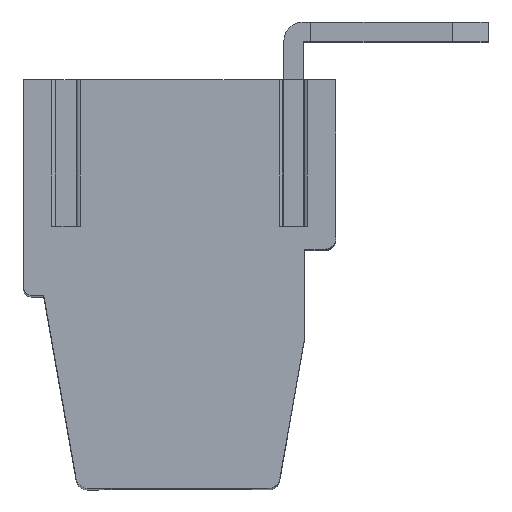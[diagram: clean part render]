
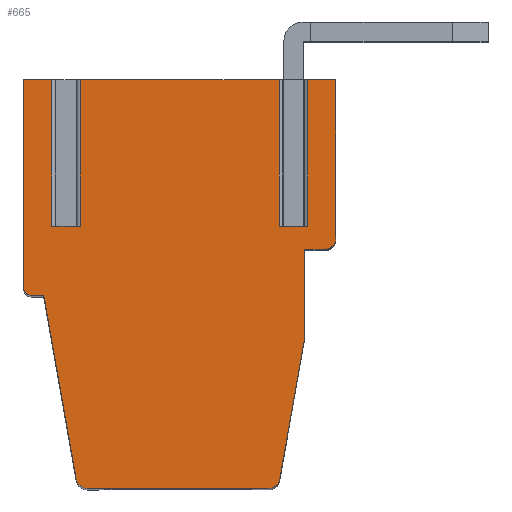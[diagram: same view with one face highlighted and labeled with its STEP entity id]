
A CAD part, top view. The second image highlights one B-rep face of the part: STEP entity #665.
In plain terms, the highlighted planar face has unit normal (0, 0, 1).
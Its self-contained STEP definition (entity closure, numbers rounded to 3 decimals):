
#665 = ADVANCED_FACE( '', ( #1422 ), #1423, .F. );
#1422 = FACE_OUTER_BOUND( '', #2250, .T. );
#1423 = PLANE( '', #2251 );
#2250 = EDGE_LOOP( '', ( #4297, #4298, #4299, #4300, #4301, #4302, #4303, #4304, #4305, #4306, #4307, #4308, #4309, #4310, #4311, #4312, #4313, #4314, #4315, #4316, #4317 ) );
#2251 = AXIS2_PLACEMENT_3D( '', #4318, #4319, #4320 );
#4297 = ORIENTED_EDGE( '', *, *, #5247, .T. );
#4298 = ORIENTED_EDGE( '', *, *, #5913, .T. );
#4299 = ORIENTED_EDGE( '', *, *, #5677, .T. );
#4300 = ORIENTED_EDGE( '', *, *, #5914, .T. );
#4301 = ORIENTED_EDGE( '', *, *, #5238, .T. );
#4302 = ORIENTED_EDGE( '', *, *, #5511, .F. );
#4303 = ORIENTED_EDGE( '', *, *, #5879, .T. );
#4304 = ORIENTED_EDGE( '', *, *, #5415, .T. );
#4305 = ORIENTED_EDGE( '', *, *, #5915, .T. );
#4306 = ORIENTED_EDGE( '', *, *, #5901, .F. );
#4307 = ORIENTED_EDGE( '', *, *, #5086, .T. );
#4308 = ORIENTED_EDGE( '', *, *, #5916, .T. );
#4309 = ORIENTED_EDGE( '', *, *, #5288, .T. );
#4310 = ORIENTED_EDGE( '', *, *, #5748, .T. );
#4311 = ORIENTED_EDGE( '', *, *, #5562, .T. );
#4312 = ORIENTED_EDGE( '', *, *, #5319, .F. );
#4313 = ORIENTED_EDGE( '', *, *, #5541, .F. );
#4314 = ORIENTED_EDGE( '', *, *, #5255, .T. );
#4315 = ORIENTED_EDGE( '', *, *, #5117, .T. );
#4316 = ORIENTED_EDGE( '', *, *, #5917, .T. );
#4317 = ORIENTED_EDGE( '', *, *, #5586, .T. );
#4318 = CARTESIAN_POINT( '', ( 111.952, 1.043, -32.5 ) );
#4319 = DIRECTION( '', ( 0., 0., -1. ) );
#4320 = DIRECTION( '', ( 0., -1., 0. ) );
#5086 = EDGE_CURVE( '', #6129, #6127, #6130, .T. );
#5117 = EDGE_CURVE( '', #6180, #6184, #6186, .T. );
#5238 = EDGE_CURVE( '', #6396, #6394, #6397, .T. );
#5247 = EDGE_CURVE( '', #6414, #6412, #6415, .T. );
#5255 = EDGE_CURVE( '', #6429, #6180, #6430, .T. );
#5288 = EDGE_CURVE( '', #6492, #6490, #6493, .T. );
#5319 = EDGE_CURVE( '', #6546, #6548, #6549, .T. );
#5415 = EDGE_CURVE( '', #6710, #6708, #6711, .T. );
#5511 = EDGE_CURVE( '', #6859, #6394, #6862, .T. );
#5541 = EDGE_CURVE( '', #6429, #6546, #6905, .T. );
#5562 = EDGE_CURVE( '', #6935, #6548, #6936, .T. );
#5586 = EDGE_CURVE( '', #6968, #6414, #6969, .T. );
#5677 = EDGE_CURVE( '', #7100, #7098, #7101, .T. );
#5748 = EDGE_CURVE( '', #6490, #6935, #7208, .T. );
#5879 = EDGE_CURVE( '', #6859, #6710, #7370, .T. );
#5901 = EDGE_CURVE( '', #6129, #7396, #7397, .T. );
#5913 = EDGE_CURVE( '', #6412, #7100, #7411, .T. );
#5914 = EDGE_CURVE( '', #7098, #6396, #7412, .T. );
#5915 = EDGE_CURVE( '', #6708, #7396, #7413, .T. );
#5916 = EDGE_CURVE( '', #6127, #6492, #7414, .T. );
#5917 = EDGE_CURVE( '', #6184, #6968, #7415, .T. );
#6127 = VERTEX_POINT( '', #7661 );
#6129 = VERTEX_POINT( '', #7664 );
#6130 = LINE( '', #7665, #7666 );
#6180 = VERTEX_POINT( '', #7733 );
#6184 = VERTEX_POINT( '', #7738 );
#6186 = LINE( '', #7740, #7741 );
#6394 = VERTEX_POINT( '', #8052 );
#6396 = VERTEX_POINT( '', #8055 );
#6397 = LINE( '', #8056, #8057 );
#6412 = VERTEX_POINT( '', #8076 );
#6414 = VERTEX_POINT( '', #8078 );
#6415 = LINE( '', #8079, #8080 );
#6429 = VERTEX_POINT( '', #8098 );
#6430 = LINE( '', #8099, #8100 );
#6490 = VERTEX_POINT( '', #8183 );
#6492 = VERTEX_POINT( '', #8186 );
#6493 = LINE( '', #8187, #8188 );
#6546 = VERTEX_POINT( '', #8268 );
#6548 = VERTEX_POINT( '', #8271 );
#6549 = CIRCLE( '', #8272, 0.298 );
#6708 = VERTEX_POINT( '', #8504 );
#6710 = VERTEX_POINT( '', #8507 );
#6711 = LINE( '', #8508, #8509 );
#6859 = VERTEX_POINT( '', #8729 );
#6862 = LINE( '', #8733, #8734 );
#6905 = LINE( '', #8802, #8803 );
#6935 = VERTEX_POINT( '', #8851 );
#6936 = LINE( '', #8852, #8853 );
#6968 = VERTEX_POINT( '', #8902 );
#6969 = LINE( '', #8903, #8904 );
#7098 = VERTEX_POINT( '', #9092 );
#7100 = VERTEX_POINT( '', #9094 );
#7101 = LINE( '', #9095, #9096 );
#7208 = LINE( '', #9259, #9260 );
#7370 = CIRCLE( '', #9507, 0.198 );
#7396 = VERTEX_POINT( '', #9545 );
#7397 = CIRCLE( '', #9546, 0.298 );
#7411 = LINE( '', #9563, #9564 );
#7412 = LINE( '', #9565, #9566 );
#7413 = LINE( '', #9567, #9568 );
#7414 = CIRCLE( '', #9569, 0.298 );
#7415 = LINE( '', #9570, #9571 );
#7661 = CARTESIAN_POINT( '', ( 114.302, -9.558, -32.5 ) );
#7664 = CARTESIAN_POINT( '', ( 109.602, -9.558, -32.5 ) );
#7665 = CARTESIAN_POINT( '', ( 109.602, -9.558, -32.5 ) );
#7666 = VECTOR( '', #9823, 1000. );
#7733 = CARTESIAN_POINT( '', ( 115.32, 1.043, -32.5 ) );
#7738 = CARTESIAN_POINT( '', ( 115.32, -2.757, -32.5 ) );
#7740 = CARTESIAN_POINT( '', ( 115.32, 1.043, -32.5 ) );
#7741 = VECTOR( '', #9863, 1000. );
#8052 = CARTESIAN_POINT( '', ( 107.954, 1.043, -32.5 ) );
#8055 = CARTESIAN_POINT( '', ( 108.68, 1.043, -32.5 ) );
#8056 = CARTESIAN_POINT( '', ( 111.952, 1.043, -32.5 ) );
#8057 = VECTOR( '', #9968, 1000. );
#8076 = CARTESIAN_POINT( '', ( 109.42, 1.043, -32.5 ) );
#8078 = CARTESIAN_POINT( '', ( 114.58, 1.043, -32.5 ) );
#8079 = CARTESIAN_POINT( '', ( 111.952, 1.043, -32.5 ) );
#8080 = VECTOR( '', #9985, 1000. );
#8098 = CARTESIAN_POINT( '', ( 116.05, 1.043, -32.5 ) );
#8099 = CARTESIAN_POINT( '', ( 111.952, 1.043, -32.5 ) );
#8100 = VECTOR( '', #9999, 1000. );
#8183 = CARTESIAN_POINT( '', ( 115.236, -5.661, -32.5 ) );
#8186 = CARTESIAN_POINT( '', ( 114.599, -9.275, -32.5 ) );
#8187 = CARTESIAN_POINT( '', ( 114.595, -9.298, -32.5 ) );
#8188 = VECTOR( '', #10045, 1000. );
#8268 = CARTESIAN_POINT( '', ( 116.05, -3.055, -32.5 ) );
#8271 = CARTESIAN_POINT( '', ( 115.752, -3.353, -32.5 ) );
#8272 = AXIS2_PLACEMENT_3D( '', #10070, #10071, #10072 );
#8504 = CARTESIAN_POINT( '', ( 108.473, -4.553, -32.5 ) );
#8507 = CARTESIAN_POINT( '', ( 108.152, -4.553, -32.5 ) );
#8508 = CARTESIAN_POINT( '', ( 108.152, -4.553, -32.5 ) );
#8509 = VECTOR( '', #10163, 1000. );
#8729 = CARTESIAN_POINT( '', ( 107.954, -4.355, -32.5 ) );
#8733 = CARTESIAN_POINT( '', ( 107.954, -4.355, -32.5 ) );
#8734 = VECTOR( '', #10248, 1000. );
#8802 = CARTESIAN_POINT( '', ( 116.05, 1.043, -32.5 ) );
#8803 = VECTOR( '', #10276, 1000. );
#8851 = CARTESIAN_POINT( '', ( 115.236, -3.353, -32.5 ) );
#8852 = CARTESIAN_POINT( '', ( 115.236, -3.353, -32.5 ) );
#8853 = VECTOR( '', #10295, 1000. );
#8902 = CARTESIAN_POINT( '', ( 114.58, -2.757, -32.5 ) );
#8903 = CARTESIAN_POINT( '', ( 114.58, 1.043, -32.5 ) );
#8904 = VECTOR( '', #10313, 1000. );
#9092 = CARTESIAN_POINT( '', ( 108.68, -2.757, -32.5 ) );
#9094 = CARTESIAN_POINT( '', ( 109.42, -2.757, -32.5 ) );
#9095 = CARTESIAN_POINT( '', ( 109.37, -2.757, -32.5 ) );
#9096 = VECTOR( '', #10394, 1000. );
#9259 = CARTESIAN_POINT( '', ( 115.236, -5.661, -32.5 ) );
#9260 = VECTOR( '', #10454, 1000. );
#9507 = AXIS2_PLACEMENT_3D( '', #10544, #10545, #10546 );
#9545 = CARTESIAN_POINT( '', ( 109.305, -9.275, -32.5 ) );
#9546 = AXIS2_PLACEMENT_3D( '', #10565, #10566, #10567 );
#9563 = CARTESIAN_POINT( '', ( 109.42, 1.043, -32.5 ) );
#9564 = VECTOR( '', #10577, 1000. );
#9565 = CARTESIAN_POINT( '', ( 108.68, 1.043, -32.5 ) );
#9566 = VECTOR( '', #10578, 1000. );
#9567 = CARTESIAN_POINT( '', ( 108.473, -4.553, -32.5 ) );
#9568 = VECTOR( '', #10579, 1000. );
#9569 = AXIS2_PLACEMENT_3D( '', #10580, #10581, #10582 );
#9570 = CARTESIAN_POINT( '', ( 115.27, -2.757, -32.5 ) );
#9571 = VECTOR( '', #10583, 1000. );
#9823 = DIRECTION( '', ( 1., 0., 0. ) );
#9863 = DIRECTION( '', ( 0., -1., 0. ) );
#9968 = DIRECTION( '', ( -1., 0., 0. ) );
#9985 = DIRECTION( '', ( -1., 0., 0. ) );
#9999 = DIRECTION( '', ( -1., 0., 0. ) );
#10045 = DIRECTION( '', ( 0.174, 0.985, 0. ) );
#10070 = CARTESIAN_POINT( '', ( 115.752, -3.055, -32.5 ) );
#10071 = DIRECTION( '', ( 0., 0., -1. ) );
#10072 = DIRECTION( '', ( 1., 0., 0. ) );
#10163 = DIRECTION( '', ( 1., 0., 0. ) );
#10248 = DIRECTION( '', ( 0., 1., 0. ) );
#10276 = DIRECTION( '', ( 0., -1., 0. ) );
#10295 = DIRECTION( '', ( 1., 0., 0. ) );
#10313 = DIRECTION( '', ( 0., 1., 0. ) );
#10394 = DIRECTION( '', ( -1., 0., 0. ) );
#10454 = DIRECTION( '', ( 0., 1., 0. ) );
#10544 = CARTESIAN_POINT( '', ( 108.152, -4.355, -32.5 ) );
#10545 = DIRECTION( '', ( 0., 0., 1. ) );
#10546 = DIRECTION( '', ( -1., 0., 0. ) );
#10565 = CARTESIAN_POINT( '', ( 109.602, -9.26, -32.5 ) );
#10566 = DIRECTION( '', ( 0., 0., -1. ) );
#10567 = DIRECTION( '', ( 0., -1., 0. ) );
#10577 = DIRECTION( '', ( 0., -1., 0. ) );
#10578 = DIRECTION( '', ( 0., 1., 0. ) );
#10579 = DIRECTION( '', ( 0.174, -0.985, 0. ) );
#10580 = CARTESIAN_POINT( '', ( 114.302, -9.26, -32.5 ) );
#10581 = DIRECTION( '', ( 0., 0., 1. ) );
#10582 = DIRECTION( '', ( 0., -1., 0. ) );
#10583 = DIRECTION( '', ( -1., 0., 0. ) );
